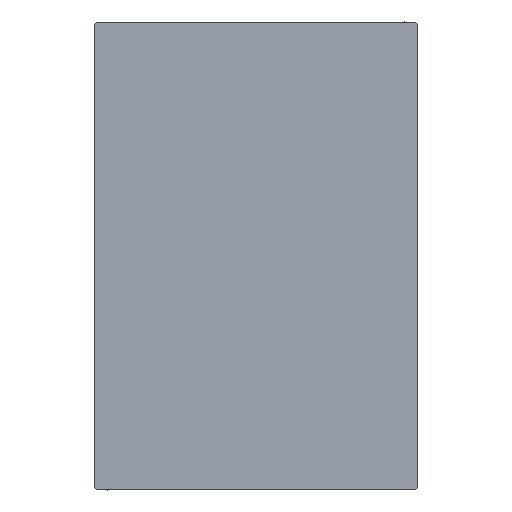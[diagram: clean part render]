
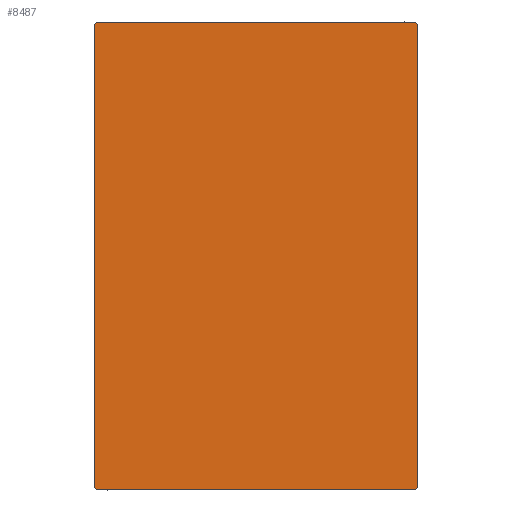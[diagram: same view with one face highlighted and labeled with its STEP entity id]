
A CAD part, left-side view. The second image highlights one B-rep face of the part: STEP entity #8487.
In plain terms, the highlighted face is planar.
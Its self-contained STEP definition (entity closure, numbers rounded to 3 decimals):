
#329 = EDGE_LOOP ( 'NONE', ( #14984, #13088, #13705, #36834, #21661, #19590, #42459, #9000 ) ) ;
#1397 = DIRECTION ( 'NONE',  ( 0., -1., 0. ) ) ;
#1864 = CARTESIAN_POINT ( 'NONE',  ( 130., -22.2, 32.5 ) ) ;
#2062 = EDGE_CURVE ( 'NONE', #36931, #36476, #30194, .T. ) ;
#3874 = DIRECTION ( 'NONE',  ( 0., 1., 0. ) ) ;
#4413 = EDGE_CURVE ( 'NONE', #32957, #9351, #22366, .T. ) ;
#4463 = AXIS2_PLACEMENT_3D ( 'NONE', #22431, #26617, #25971 ) ;
#4681 = CARTESIAN_POINT ( 'NONE',  ( 130., 27.35, 27.35 ) ) ;
#4719 = CARTESIAN_POINT ( 'NONE',  ( 130., 22.5, 32.5 ) ) ;
#5500 = LINE ( 'NONE', #31858, #40029 ) ;
#5996 = CARTESIAN_POINT ( 'NONE',  ( 130., -22.5, 32.5 ) ) ;
#8487 = ADVANCED_FACE ( 'NONE', ( #16245 ), #29091, .T. ) ;
#9000 = ORIENTED_EDGE ( 'NONE', *, *, #22982, .T. ) ;
#9130 = VECTOR ( 'NONE', #3874, 1000. ) ;
#9351 = VERTEX_POINT ( 'NONE', #19759 ) ;
#9817 = CARTESIAN_POINT ( 'NONE',  ( 130., 22.5, -32.2 ) ) ;
#10202 = EDGE_CURVE ( 'NONE', #30446, #36931, #5500, .T. ) ;
#11350 = VECTOR ( 'NONE', #36303, 1000. ) ;
#11854 = LINE ( 'NONE', #35542, #12016 ) ;
#12016 = VECTOR ( 'NONE', #29533, 1000. ) ;
#13088 = ORIENTED_EDGE ( 'NONE', *, *, #23703, .T. ) ;
#13705 = ORIENTED_EDGE ( 'NONE', *, *, #10202, .T. ) ;
#14711 = LINE ( 'NONE', #34632, #9130 ) ;
#14979 = CARTESIAN_POINT ( 'NONE',  ( 130., 22.2, 32.5 ) ) ;
#14984 = ORIENTED_EDGE ( 'NONE', *, *, #22074, .T. ) ;
#16245 = FACE_OUTER_BOUND ( 'NONE', #329, .T. ) ;
#16284 = VERTEX_POINT ( 'NONE', #1864 ) ;
#17436 = LINE ( 'NONE', #23622, #37407 ) ;
#19221 = EDGE_CURVE ( 'NONE', #36476, #16284, #27723, .T. ) ;
#19590 = ORIENTED_EDGE ( 'NONE', *, *, #25235, .T. ) ;
#19759 = CARTESIAN_POINT ( 'NONE',  ( 130., -22.5, -32.2 ) ) ;
#20494 = VECTOR ( 'NONE', #43174, 1000. ) ;
#21479 = DIRECTION ( 'NONE',  ( 0., -0.707, 0.707 ) ) ;
#21661 = ORIENTED_EDGE ( 'NONE', *, *, #19221, .T. ) ;
#22074 = EDGE_CURVE ( 'NONE', #28868, #26140, #14711, .T. ) ;
#22366 = LINE ( 'NONE', #5996, #20494 ) ;
#22431 = CARTESIAN_POINT ( 'NONE',  ( 130., 0., 0. ) ) ;
#22517 = DIRECTION ( 'NONE',  ( 0., 0., 1. ) ) ;
#22751 = CARTESIAN_POINT ( 'NONE',  ( 130., -22.2, -32.5 ) ) ;
#22982 = EDGE_CURVE ( 'NONE', #9351, #28868, #17436, .T. ) ;
#23622 = CARTESIAN_POINT ( 'NONE',  ( 130., -27.35, -27.35 ) ) ;
#23703 = EDGE_CURVE ( 'NONE', #26140, #30446, #11854, .T. ) ;
#23902 = CARTESIAN_POINT ( 'NONE',  ( 130., 22.5, 32.2 ) ) ;
#25235 = EDGE_CURVE ( 'NONE', #16284, #32957, #33620, .T. ) ;
#25950 = CARTESIAN_POINT ( 'NONE',  ( 130., -22.5, 32.2 ) ) ;
#25971 = DIRECTION ( 'NONE',  ( 0., 0., -1. ) ) ;
#26116 = VECTOR ( 'NONE', #1397, 1000. ) ;
#26140 = VERTEX_POINT ( 'NONE', #39348 ) ;
#26617 = DIRECTION ( 'NONE',  ( 1., 0., 0. ) ) ;
#27723 = LINE ( 'NONE', #4719, #26116 ) ;
#28868 = VERTEX_POINT ( 'NONE', #22751 ) ;
#29091 = PLANE ( 'NONE',  #4463 ) ;
#29533 = DIRECTION ( 'NONE',  ( 0., 0.707, 0.707 ) ) ;
#30194 = LINE ( 'NONE', #4681, #33154 ) ;
#30446 = VERTEX_POINT ( 'NONE', #9817 ) ;
#31858 = CARTESIAN_POINT ( 'NONE',  ( 130., 22.5, -32.5 ) ) ;
#32957 = VERTEX_POINT ( 'NONE', #25950 ) ;
#33154 = VECTOR ( 'NONE', #21479, 1000. ) ;
#33620 = LINE ( 'NONE', #33843, #11350 ) ;
#33843 = CARTESIAN_POINT ( 'NONE',  ( 130., -27.35, 27.35 ) ) ;
#34483 = DIRECTION ( 'NONE',  ( 0., 0.707, -0.707 ) ) ;
#34632 = CARTESIAN_POINT ( 'NONE',  ( 130., -22.5, -32.5 ) ) ;
#35542 = CARTESIAN_POINT ( 'NONE',  ( 130., 27.35, -27.35 ) ) ;
#36303 = DIRECTION ( 'NONE',  ( 0., -0.707, -0.707 ) ) ;
#36476 = VERTEX_POINT ( 'NONE', #14979 ) ;
#36834 = ORIENTED_EDGE ( 'NONE', *, *, #2062, .T. ) ;
#36931 = VERTEX_POINT ( 'NONE', #23902 ) ;
#37407 = VECTOR ( 'NONE', #34483, 1000. ) ;
#39348 = CARTESIAN_POINT ( 'NONE',  ( 130., 22.2, -32.5 ) ) ;
#40029 = VECTOR ( 'NONE', #22517, 1000. ) ;
#42459 = ORIENTED_EDGE ( 'NONE', *, *, #4413, .T. ) ;
#43174 = DIRECTION ( 'NONE',  ( 0., 0., -1. ) ) ;
